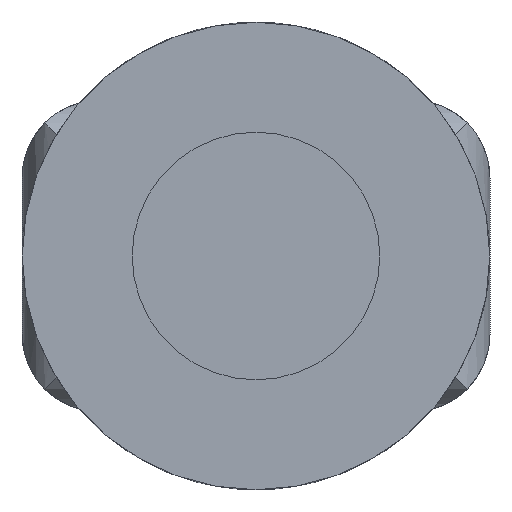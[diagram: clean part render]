
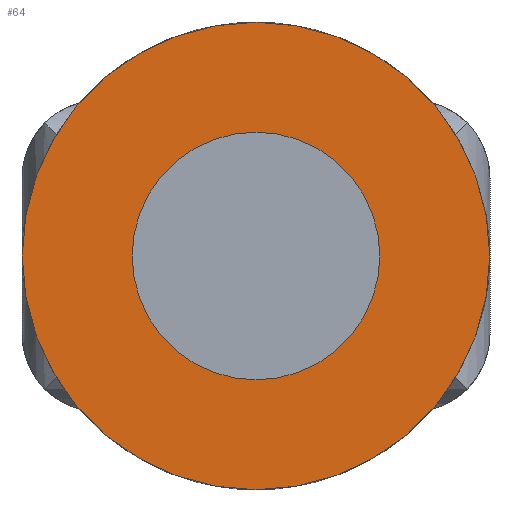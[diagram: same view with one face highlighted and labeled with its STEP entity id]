
A CAD part, left-side view. The second image highlights one B-rep face of the part: STEP entity #64.
In plain terms, the highlighted planar face has unit normal (-1, 0, 0).
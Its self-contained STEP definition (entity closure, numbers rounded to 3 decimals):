
#64=ADVANCED_FACE('',(#102,#103),#104,.T.);
#102=FACE_OUTER_BOUND('',#141,.T.);
#103=FACE_BOUND('',#142,.T.);
#104=PLANE('',#143);
#141=EDGE_LOOP('',(#306,#307));
#142=EDGE_LOOP('',(#308,#309));
#143=AXIS2_PLACEMENT_3D('',#310,#311,#312);
#306=ORIENTED_EDGE('',*,*,#318,.F.);
#307=ORIENTED_EDGE('',*,*,#365,.F.);
#308=ORIENTED_EDGE('',*,*,#316,.T.);
#309=ORIENTED_EDGE('',*,*,#368,.T.);
#310=CARTESIAN_POINT('',(21.02,2.292,0.0));
#311=DIRECTION('',(-1.0,0.0,0.0));
#312=DIRECTION('',(0.0,-1.0,0.0));
#316=EDGE_CURVE('',#370,#374,#376,.T.);
#318=EDGE_CURVE('',#377,#380,#381,.T.);
#365=EDGE_CURVE('',#380,#377,#461,.T.);
#368=EDGE_CURVE('',#374,#370,#464,.T.);
#370=VERTEX_POINT('',#466);
#374=VERTEX_POINT('',#471);
#376=CIRCLE('',#474,1.588);
#377=VERTEX_POINT('',#475);
#380=VERTEX_POINT('',#479);
#381=CIRCLE('',#480,2.997);
#461=CIRCLE('',#688,2.997);
#464=CIRCLE('',#692,1.588);
#466=CARTESIAN_POINT('',(21.02,1.588,0.0));
#471=CARTESIAN_POINT('',(21.02,-1.588,0.));
#474=AXIS2_PLACEMENT_3D('',#698,#699,#700);
#475=CARTESIAN_POINT('',(21.02,2.997,0.0));
#479=CARTESIAN_POINT('',(21.02,-2.997,0.));
#480=AXIS2_PLACEMENT_3D('',#702,#703,#704);
#688=AXIS2_PLACEMENT_3D('',#807,#808,#809);
#692=AXIS2_PLACEMENT_3D('',#814,#815,#816);
#698=CARTESIAN_POINT('',(21.02,0.0,0.0));
#699=DIRECTION('',(1.0,0.0,0.0));
#700=DIRECTION('',(0.0,1.0,0.0));
#702=CARTESIAN_POINT('',(21.02,0.0,0.0));
#703=DIRECTION('',(1.0,0.0,0.0));
#704=DIRECTION('',(0.0,1.0,0.0));
#807=CARTESIAN_POINT('',(21.02,0.0,0.0));
#808=DIRECTION('',(1.0,0.0,0.0));
#809=DIRECTION('',(0.0,1.0,0.0));
#814=CARTESIAN_POINT('',(21.02,0.0,0.0));
#815=DIRECTION('',(1.0,0.0,0.0));
#816=DIRECTION('',(0.0,1.0,0.0));
